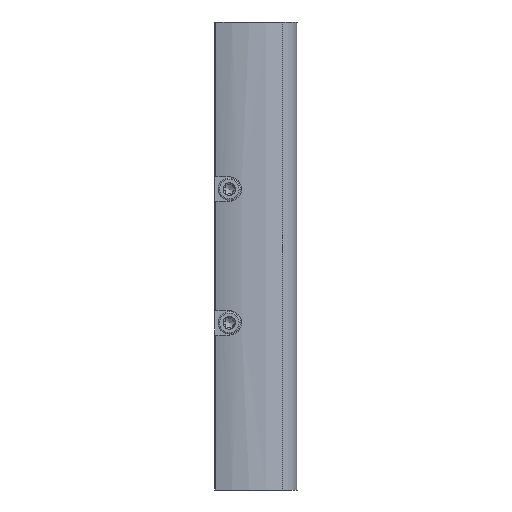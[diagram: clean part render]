
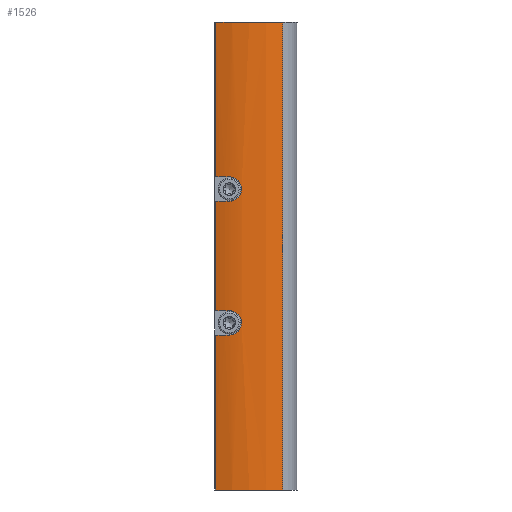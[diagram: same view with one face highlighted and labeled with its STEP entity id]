
A CAD part, left-side view. The second image highlights one B-rep face of the part: STEP entity #1526.
In plain terms, the highlighted cylindrical face has radius 48 mm (diameter 96 mm), a partial arc.
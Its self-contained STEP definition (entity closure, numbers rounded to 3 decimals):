
#112=LINE('',#2328,#184);
#113=LINE('',#2342,#185);
#114=LINE('',#2346,#186);
#115=LINE('',#2350,#187);
#184=VECTOR('',#1873,1000.);
#185=VECTOR('',#1878,1000.);
#186=VECTOR('',#1881,1000.);
#187=VECTOR('',#1884,1000.);
#256=B_SPLINE_CURVE_WITH_KNOTS('',3,(#2318,#2319,#2320,#2321,#2322,#2323,
#2324),.UNSPECIFIED.,.F.,.F.,(4,1,1,1,4),(0.017,0.022,
0.026,0.03,0.035),.UNSPECIFIED.);
#257=B_SPLINE_CURVE_WITH_KNOTS('',3,(#2332,#2333,#2334,#2335,#2336,#2337,
#2338),.UNSPECIFIED.,.F.,.F.,(4,1,1,1,4),(0.017,0.022,
0.026,0.03,0.035),.UNSPECIFIED.);
#322=ORIENTED_EDGE('',*,*,#750,.F.);
#323=ORIENTED_EDGE('',*,*,#751,.F.);
#324=ORIENTED_EDGE('',*,*,#752,.F.);
#325=ORIENTED_EDGE('',*,*,#753,.F.);
#326=ORIENTED_EDGE('',*,*,#754,.F.);
#327=ORIENTED_EDGE('',*,*,#755,.F.);
#328=ORIENTED_EDGE('',*,*,#756,.F.);
#329=ORIENTED_EDGE('',*,*,#757,.F.);
#330=ORIENTED_EDGE('',*,*,#758,.F.);
#331=ORIENTED_EDGE('',*,*,#759,.T.);
#332=ORIENTED_EDGE('',*,*,#760,.T.);
#333=ORIENTED_EDGE('',*,*,#761,.F.);
#750=EDGE_CURVE('',#964,#965,#1116,.T.);
#751=EDGE_CURVE('',#966,#964,#256,.T.);
#752=EDGE_CURVE('',#967,#966,#1117,.T.);
#753=EDGE_CURVE('',#968,#967,#112,.T.);
#754=EDGE_CURVE('',#969,#968,#1118,.T.);
#755=EDGE_CURVE('',#970,#969,#257,.T.);
#756=EDGE_CURVE('',#971,#970,#1119,.T.);
#757=EDGE_CURVE('',#972,#971,#113,.T.);
#758=EDGE_CURVE('',#973,#972,#1120,.T.);
#759=EDGE_CURVE('',#973,#974,#114,.T.);
#760=EDGE_CURVE('',#974,#975,#1121,.T.);
#761=EDGE_CURVE('',#965,#975,#115,.T.);
#964=VERTEX_POINT('',#2316);
#965=VERTEX_POINT('',#2317);
#966=VERTEX_POINT('',#2325);
#967=VERTEX_POINT('',#2327);
#968=VERTEX_POINT('',#2329);
#969=VERTEX_POINT('',#2331);
#970=VERTEX_POINT('',#2339);
#971=VERTEX_POINT('',#2341);
#972=VERTEX_POINT('',#2343);
#973=VERTEX_POINT('',#2345);
#974=VERTEX_POINT('',#2347);
#975=VERTEX_POINT('',#2349);
#1116=CIRCLE('',#1679,48.);
#1117=CIRCLE('',#1680,48.);
#1118=CIRCLE('',#1681,48.);
#1119=CIRCLE('',#1682,48.);
#1120=CIRCLE('',#1683,48.);
#1121=CIRCLE('',#1684,48.);
#1192=EDGE_LOOP('',(#322,#323,#324,#325,#326,#327,#328,#329,#330,#331,#332,
#333));
#1334=FACE_BOUND('',#1192,.T.);
#1478=CYLINDRICAL_SURFACE('',#1678,48.);
#1526=ADVANCED_FACE('',(#1334),#1478,.T.);
#1678=AXIS2_PLACEMENT_3D('',#2314,#1867,#1868);
#1679=AXIS2_PLACEMENT_3D('',#2315,#1869,#1870);
#1680=AXIS2_PLACEMENT_3D('',#2326,#1871,#1872);
#1681=AXIS2_PLACEMENT_3D('',#2330,#1874,#1875);
#1682=AXIS2_PLACEMENT_3D('',#2340,#1876,#1877);
#1683=AXIS2_PLACEMENT_3D('',#2344,#1879,#1880);
#1684=AXIS2_PLACEMENT_3D('',#2348,#1882,#1883);
#1867=DIRECTION('',(-1.,0.,0.));
#1868=DIRECTION('',(0.,0.,1.));
#1869=DIRECTION('',(1.,0.,0.));
#1870=DIRECTION('',(0.,0.,-1.));
#1871=DIRECTION('',(-1.,0.,0.));
#1872=DIRECTION('',(0.,0.,1.));
#1873=DIRECTION('',(-1.,0.,0.));
#1874=DIRECTION('',(1.,0.,0.));
#1875=DIRECTION('',(0.,0.,-1.));
#1876=DIRECTION('',(-1.,0.,0.));
#1877=DIRECTION('',(0.,0.,1.));
#1878=DIRECTION('',(-1.,0.,0.));
#1879=DIRECTION('',(1.,0.,0.));
#1880=DIRECTION('',(0.,0.,-1.));
#1881=DIRECTION('',(-1.,0.,0.));
#1882=DIRECTION('',(1.,0.,0.));
#1883=DIRECTION('',(0.,0.,-1.));
#1884=DIRECTION('',(-1.,0.,0.));
#2314=CARTESIAN_POINT('',(210.,5.,29.));
#2315=CARTESIAN_POINT('',(69.5,5.,29.));
#2316=CARTESIAN_POINT('',(69.5,14.5,-18.051));
#2317=CARTESIAN_POINT('',(69.5,20.595,-16.396));
#2318=CARTESIAN_POINT('',(80.5,14.5,-18.051));
#2319=CARTESIAN_POINT('',(80.5,13.086,-18.336));
#2320=CARTESIAN_POINT('',(79.34,10.216,-18.753));
#2321=CARTESIAN_POINT('',(75.007,8.393,-18.873));
#2322=CARTESIAN_POINT('',(70.668,10.212,-18.753));
#2323=CARTESIAN_POINT('',(69.5,13.068,-18.34));
#2324=CARTESIAN_POINT('',(69.5,14.5,-18.051));
#2325=CARTESIAN_POINT('',(80.5,14.5,-18.051));
#2326=CARTESIAN_POINT('',(80.5,5.,29.));
#2327=CARTESIAN_POINT('',(80.5,20.595,-16.396));
#2328=CARTESIAN_POINT('',(210.,20.595,-16.396));
#2329=CARTESIAN_POINT('',(129.5,20.595,-16.396));
#2330=CARTESIAN_POINT('',(129.5,5.,29.));
#2331=CARTESIAN_POINT('',(129.5,14.5,-18.051));
#2332=CARTESIAN_POINT('',(140.5,14.5,-18.051));
#2333=CARTESIAN_POINT('',(140.5,13.086,-18.336));
#2334=CARTESIAN_POINT('',(139.34,10.216,-18.753));
#2335=CARTESIAN_POINT('',(135.007,8.393,-18.873));
#2336=CARTESIAN_POINT('',(130.668,10.212,-18.753));
#2337=CARTESIAN_POINT('',(129.5,13.068,-18.34));
#2338=CARTESIAN_POINT('',(129.5,14.5,-18.051));
#2339=CARTESIAN_POINT('',(140.5,14.5,-18.051));
#2340=CARTESIAN_POINT('',(140.5,5.,29.));
#2341=CARTESIAN_POINT('',(140.5,20.595,-16.396));
#2342=CARTESIAN_POINT('',(210.,20.595,-16.396));
#2343=CARTESIAN_POINT('',(210.,20.595,-16.396));
#2344=CARTESIAN_POINT('',(210.,5.,29.));
#2345=CARTESIAN_POINT('',(210.,-9.582,-16.731));
#2346=CARTESIAN_POINT('',(210.,-9.582,-16.731));
#2347=CARTESIAN_POINT('',(0.,-9.582,-16.731));
#2348=CARTESIAN_POINT('',(0.,5.,29.));
#2349=CARTESIAN_POINT('',(0.,20.595,-16.396));
#2350=CARTESIAN_POINT('',(210.,20.595,-16.396));
